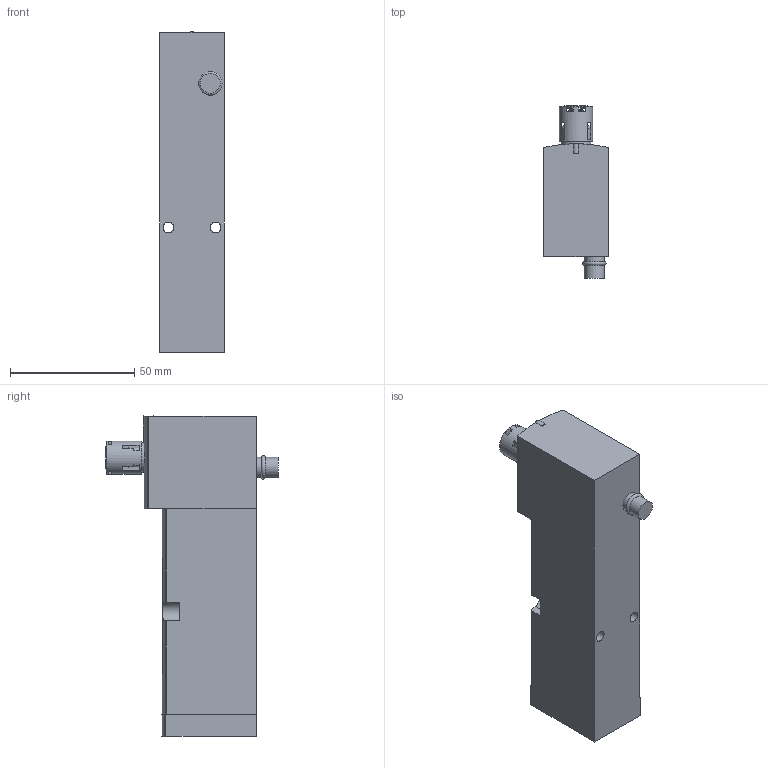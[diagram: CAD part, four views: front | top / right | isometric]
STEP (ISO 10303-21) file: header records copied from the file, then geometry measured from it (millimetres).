
FILE_DESCRIPTION(/* description */ ('STEP AP214'),/* implementation_level */ '2;1');
FILE_NAME(/* name */ '8033022_VSVA-B-M52-MZTR-A1-1T1L',/* time_stamp */ '2024-09-17T07:41:29+02:00',/* author */ ('License CC BY-ND 4.0'),/* organization */ ('CADENAS'),/* preprocessor_version */ 'ST-DEVELOPER v19.3',/* originating_system */ 'PARTsolutions',/* authorisation */ ' ');
FILE_SCHEMA (('AUTOMOTIVE_DESIGN {1 0 10303 214 3 1 1}'));
Length unit declared in the file: millimetre
Products named in the file (3): 8033022 VSVA-B-M52-MZTR-A1-1T1L; 8033022 VSVA-B-M52-MZTR-A1-1T1L---(part); 4105147 VAMC-B-S6-CTR
Assembly tree (2 placements, depth 2):
  8033022 VSVA-B-M52-MZTR-A1-1T1L
    8033022 VSVA-B-M52-MZTR-A1-1T1L---(part)
    4105147 VAMC-B-S6-CTR
Bounding box: 26.2 x 69.4 x 129.18 mm (x, y, z)
Volume: 131802.2 mm3; surface area: 21982.2 mm2
Topology: 2 solids, 2 shells, 164 faces, 454 edges, 297 vertices
Faces by surface type: plane 92, cylinder 61, torus 6, cone 5
Full cylindrical faces by diameter (mm): 4.3 x2, 5 x1, 5.8 x1, 8 x2, 12 x1, 13.4 x1
Entity records: 6476 total; most frequent: CARTESIAN_POINT 1037, DIRECTION 883, ORIENTED_EDGE 874, EDGE_CURVE 437, AXIS2_PLACEMENT_3D 315, VERTEX_POINT 295, LINE 253, VECTOR 253
